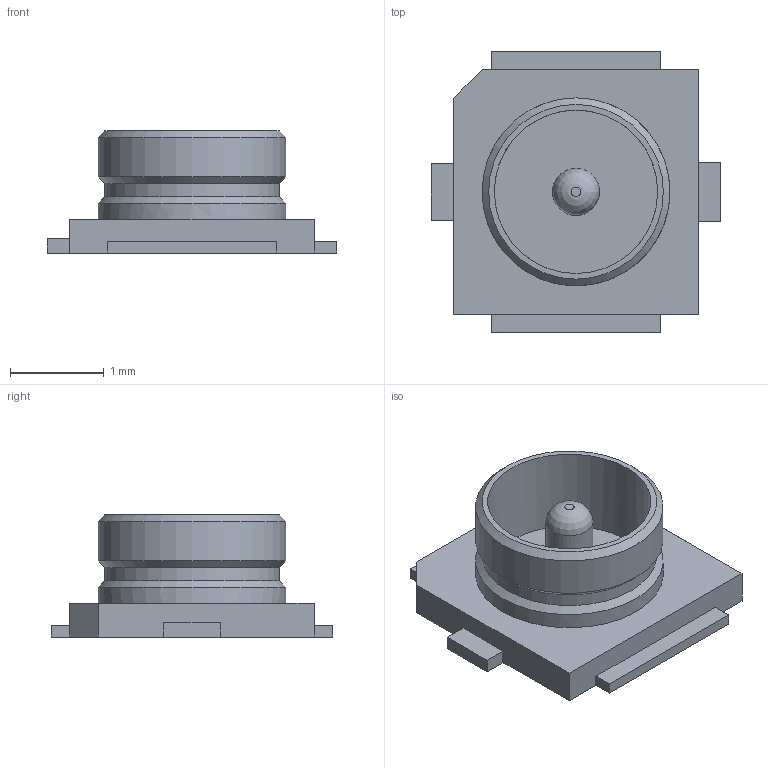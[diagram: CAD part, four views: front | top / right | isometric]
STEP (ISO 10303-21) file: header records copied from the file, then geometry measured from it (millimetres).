
FILE_DESCRIPTION(('FreeCAD Model'),'2;1');
FILE_NAME('Open CASCADE Shape Model','2024-12-03T08:19:31',(''),(''), 'Open CASCADE STEP processor 7.6','FreeCAD','Unknown');
FILE_SCHEMA(('AUTOMOTIVE_DESIGN { 1 0 10303 214 1 1 1 1 }'));
Length unit declared in the file: millimetre
Products named in the file (4): MCRF_73412_1; Body001; Body002; Cut001
Assembly tree (3 placements, depth 2):
  MCRF_73412_1
    Body001
    Body002
    Cut001
Bounding box: 3.08 x 3 x 1.3 mm (x, y, z)
Volume: 3.3 mm3; surface area: 42.2 mm2
Topology: 3 solids, 3 shells, 90 faces, 260 edges, 173 vertices
Faces by surface type: plane 74, cylinder 12, cone 3, revolution 1
Full cylindrical faces by diameter (mm): 0.5 x2, 1.74 x1, 1.86 x1, 2 x2
Entity records: 3060 total; most frequent: CARTESIAN_POINT 534, ORIENTED_EDGE 520, DIRECTION 491, EDGE_CURVE 260, LINE 216, VECTOR 216, VERTEX_POINT 173, AXIS2_PLACEMENT_3D 137
